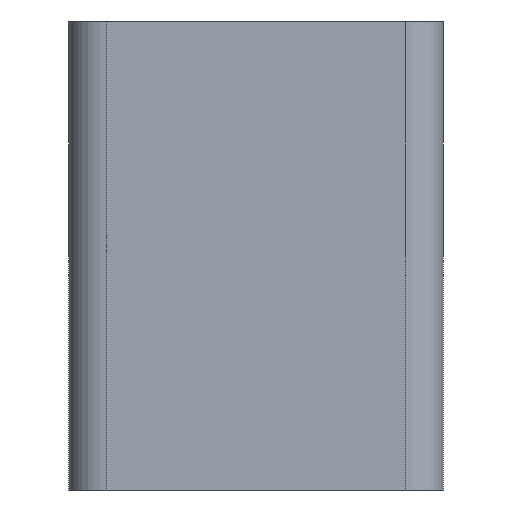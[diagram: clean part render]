
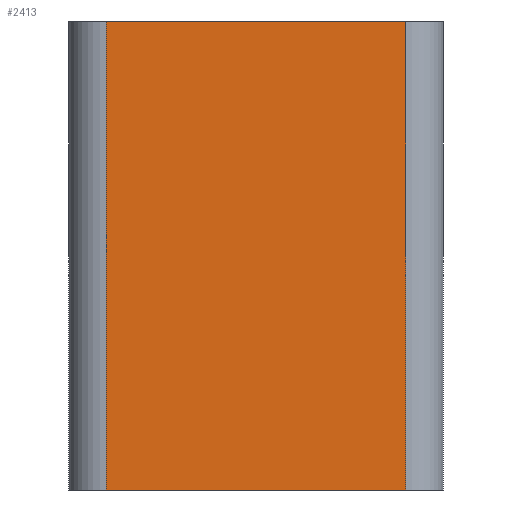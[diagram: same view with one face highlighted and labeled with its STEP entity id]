
A CAD part, left-side view. The second image highlights one B-rep face of the part: STEP entity #2413.
In plain terms, the highlighted planar face has unit normal (-1, 0, 0).
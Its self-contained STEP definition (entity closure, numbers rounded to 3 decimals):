
#517 = CARTESIAN_POINT ( 'NONE',  ( -40., 16., -25. ) ) ;
#735 = DIRECTION ( 'NONE',  ( 0., 1., 0. ) ) ;
#909 = VERTEX_POINT ( 'NONE', #3456 ) ;
#1216 = EDGE_CURVE ( 'NONE', #5272, #1406, #7418, .T. ) ;
#1344 = FACE_OUTER_BOUND ( 'NONE', #4343, .T. ) ;
#1406 = VERTEX_POINT ( 'NONE', #6644 ) ;
#1801 = ORIENTED_EDGE ( 'NONE', *, *, #2235, .F. ) ;
#1925 = ORIENTED_EDGE ( 'NONE', *, *, #1216, .F. ) ;
#1961 = EDGE_CURVE ( 'NONE', #909, #3249, #2978, .T. ) ;
#1996 = CARTESIAN_POINT ( 'NONE',  ( -40., 16., 25. ) ) ;
#2005 = EDGE_CURVE ( 'NONE', #3249, #1406, #3053, .T. ) ;
#2078 = CARTESIAN_POINT ( 'NONE',  ( -40., -16., 25. ) ) ;
#2235 = EDGE_CURVE ( 'NONE', #909, #5272, #7382, .T. ) ;
#2413 = ADVANCED_FACE ( 'NONE', ( #1344 ), #6326, .F. ) ;
#2978 = LINE ( 'NONE', #7936, #7513 ) ;
#3053 = LINE ( 'NONE', #517, #4436 ) ;
#3249 = VERTEX_POINT ( 'NONE', #6951 ) ;
#3359 = VECTOR ( 'NONE', #6891, 1000. ) ;
#3456 = CARTESIAN_POINT ( 'NONE',  ( -40., 16., 25. ) ) ;
#3466 = CARTESIAN_POINT ( 'NONE',  ( -40., 16., 25. ) ) ;
#4343 = EDGE_LOOP ( 'NONE', ( #5843, #1925, #1801, #5898 ) ) ;
#4344 = DIRECTION ( 'NONE',  ( 1., 0., 0. ) ) ;
#4424 = CARTESIAN_POINT ( 'NONE',  ( -40., -16., 25. ) ) ;
#4436 = VECTOR ( 'NONE', #7516, 1000. ) ;
#4709 = VECTOR ( 'NONE', #6173, 1000. ) ;
#5272 = VERTEX_POINT ( 'NONE', #2078 ) ;
#5843 = ORIENTED_EDGE ( 'NONE', *, *, #2005, .T. ) ;
#5898 = ORIENTED_EDGE ( 'NONE', *, *, #1961, .T. ) ;
#6173 = DIRECTION ( 'NONE',  ( 0., -1., 0. ) ) ;
#6264 = DIRECTION ( 'NONE',  ( 0., 0., -1. ) ) ;
#6326 = PLANE ( 'NONE',  #7292 ) ;
#6644 = CARTESIAN_POINT ( 'NONE',  ( -40., -16., -25. ) ) ;
#6891 = DIRECTION ( 'NONE',  ( 0., 0., -1. ) ) ;
#6951 = CARTESIAN_POINT ( 'NONE',  ( -40., 16., -25. ) ) ;
#7292 = AXIS2_PLACEMENT_3D ( 'NONE', #1996, #4344, #735 ) ;
#7382 = LINE ( 'NONE', #3466, #4709 ) ;
#7418 = LINE ( 'NONE', #4424, #3359 ) ;
#7513 = VECTOR ( 'NONE', #6264, 1000. ) ;
#7516 = DIRECTION ( 'NONE',  ( 0., -1., 0. ) ) ;
#7936 = CARTESIAN_POINT ( 'NONE',  ( -40., 16., 25. ) ) ;
